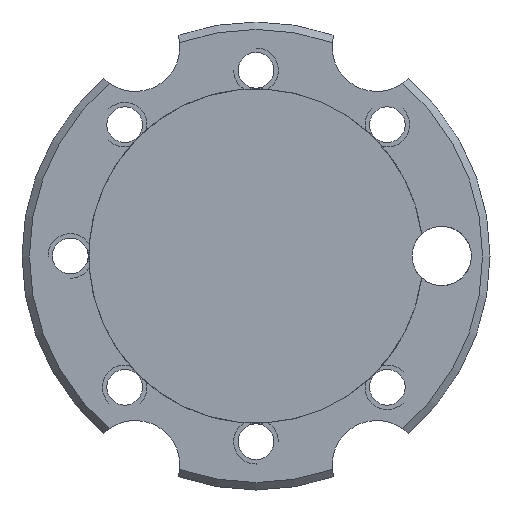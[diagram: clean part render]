
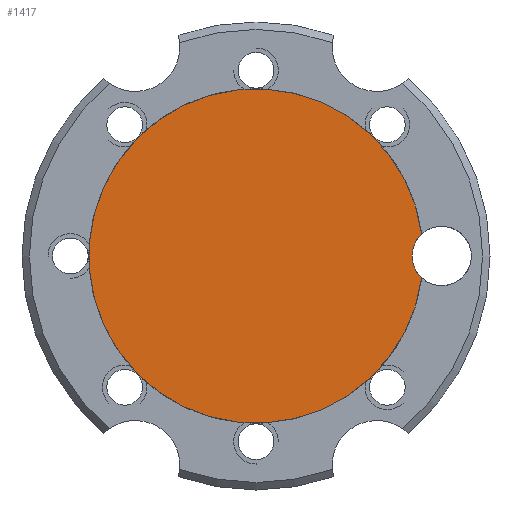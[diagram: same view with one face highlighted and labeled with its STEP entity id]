
A CAD part, left-side view. The second image highlights one B-rep face of the part: STEP entity #1417.
In plain terms, the highlighted planar face has unit normal (-1, 0, 0).
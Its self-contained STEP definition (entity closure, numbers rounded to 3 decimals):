
#39=PLANE('',#1503);
#257=FACE_OUTER_BOUND('',#323,.T.);
#323=EDGE_LOOP('',(#973,#974));
#416=CIRCLE('',#1504,4.);
#417=CIRCLE('',#1505,22.5);
#583=VERTEX_POINT('',#2276);
#584=VERTEX_POINT('',#2277);
#736=EDGE_CURVE('',#583,#584,#416,.T.);
#737=EDGE_CURVE('',#583,#584,#417,.T.);
#973=ORIENTED_EDGE('',*,*,#736,.F.);
#974=ORIENTED_EDGE('',*,*,#737,.T.);
#1417=ADVANCED_FACE('',(#257),#39,.T.);
#1503=AXIS2_PLACEMENT_3D('',#2275,#1737,#1738);
#1504=AXIS2_PLACEMENT_3D('',#2278,#1739,#1740);
#1505=AXIS2_PLACEMENT_3D('',#2279,#1741,#1742);
#1737=DIRECTION('center_axis',(-1.,0.,0.));
#1738=DIRECTION('ref_axis',(0.,0.,1.));
#1739=DIRECTION('center_axis',(-1.,0.,0.));
#1740=DIRECTION('ref_axis',(0.,0.,1.));
#1741=DIRECTION('center_axis',(-1.,0.,0.));
#1742=DIRECTION('ref_axis',(0.,-1.,0.));
#2275=CARTESIAN_POINT('Origin',(1012.5,-24.545,1445.304));
#2276=CARTESIAN_POINT('',(1012.5,-22.305,1472.956));
#2277=CARTESIAN_POINT('',(1012.5,-22.305,1467.044));
#2278=CARTESIAN_POINT('Origin',(1012.5,-25.,1470.));
#2279=CARTESIAN_POINT('Origin',(1012.5,0.,1470.));
